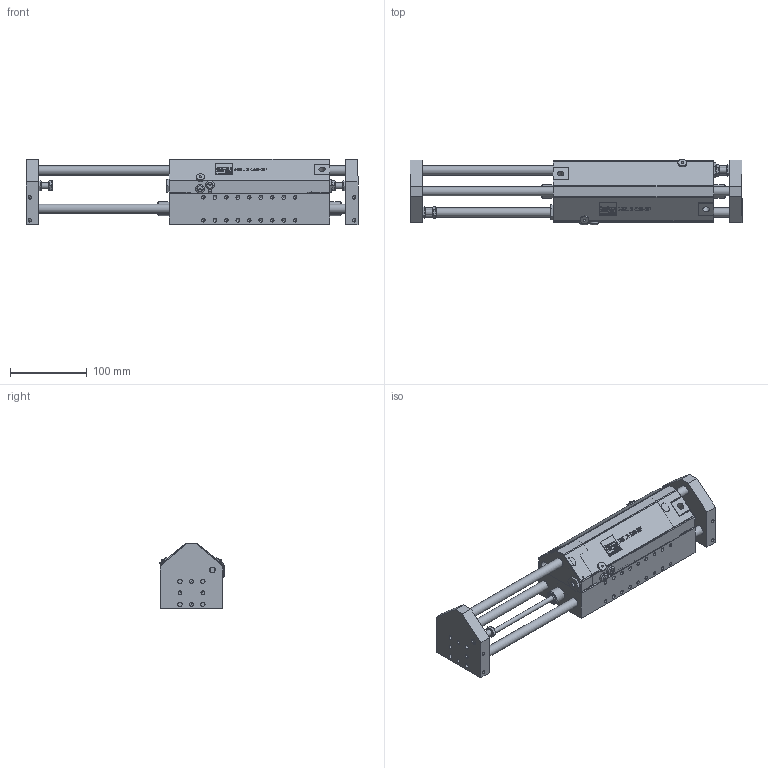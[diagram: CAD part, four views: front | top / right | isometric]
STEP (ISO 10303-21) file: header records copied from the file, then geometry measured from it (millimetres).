
FILE_DESCRIPTION((''),'2;1');
FILE_NAME('MSL2-150-3F.stp','2012-09-28T11:54:37',('hartung_david'),(''),'Autodesk Inventor 2012','Autodesk Inventor 2012','');
FILE_SCHEMA(('AUTOMOTIVE_DESIGN { 1 0 10303 214 1 1 1 1 }'));
Length unit declared in the file: millimetre
Products named in the file (3): MSL2-150-3F; MSL2-150-3F-010; MSL2-150-3F-020
Assembly tree (2 placements, depth 2):
  MSL2-150-3F
    MSL2-150-3F-010
    MSL2-150-3F-020
Bounding box: 434 x 85.51 x 86 mm (x, y, z)
Volume: 1451885.6 mm3; surface area: 270284.6 mm2
Topology: 2 solids, 34 shells, 1298 faces, 3368 edges, 2237 vertices
Faces by surface type: plane 614, cylinder 270, bspline 256, cone 152, revolution 4, torus 2
Full cylindrical faces by diameter (mm): 2.459 x2, 3.242 x2, 3.7 x2, 4 x2, 4.134 x30, 4.459 x42, 5 x32, 5.5 x8, 6 x6, 6.5 x2, 6.917 x2, 7 x2, 7.459 x2, 8 x6, 8.5 x2, 8.566 x2, 8.8 x2, 9.5 x4, 10 x12, 10.8 x2, 11 x10, 11.4 x2, 11.5 x2, 12 x14, 12.05 x2, 12.376 x2, 13 x2, 15 x4, 18 x2, 29 x2
Entity records: 39735 total; most frequent: CARTESIAN_POINT 10542, ORIENTED_EDGE 5620, DIRECTION 4939, EDGE_CURVE 2810, VERTEX_POINT 2011, EDGE_LOOP 1837, AXIS2_PLACEMENT_3D 1678, VECTOR 1579
